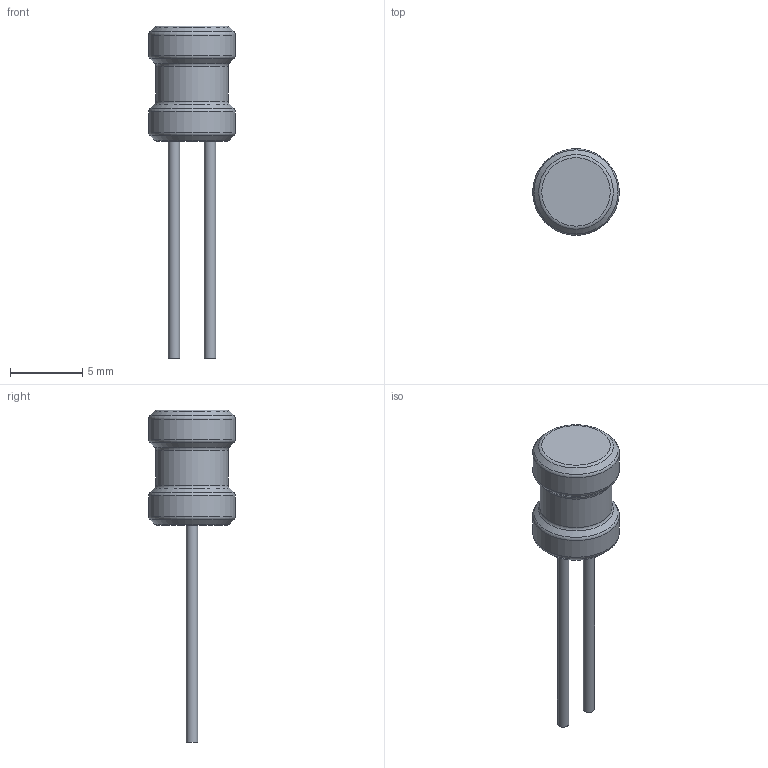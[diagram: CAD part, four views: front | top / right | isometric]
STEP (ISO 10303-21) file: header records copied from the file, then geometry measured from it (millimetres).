
FILE_DESCRIPTION(('STEP AP214'), '1');
FILE_NAME('SMD6x8L', '', ('UNSPECIFIED'), ('UNSPECIFIED'), 'C3D Converter', 'C3D Toolkit', '');
FILE_SCHEMA(('AUTOMOTIVE_DESIGN { 1 0 10303 214 3 1 1}'));
Length unit declared in the file: millimetre
Bounding box: 6 x 6 x 23 mm (x, y, z)
Volume: 209.2 mm3; surface area: 268.5 mm2
Topology: 3 solids, 3 shells, 23 faces, 37 edges, 20 vertices
Faces by surface type: torus 8, plane 6, cylinder 5, cone 4
Full cylindrical faces by diameter (mm): 0.8 x2, 5 x1, 6 x2
Entity records: 534 total; most frequent: DIRECTION 88, CARTESIAN_POINT 64, AXIS2_PLACEMENT_3D 44, EDGE_LOOP 40, ORIENTED_EDGE 40, FACE_OUTER_BOUND 34, ADVANCED_FACE 23, EDGE_CURVE 20
